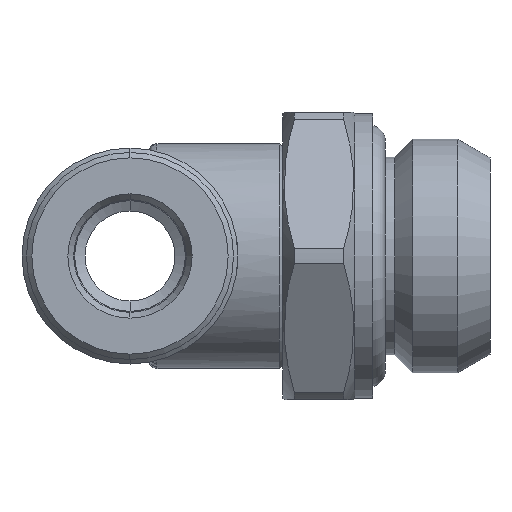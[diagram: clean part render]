
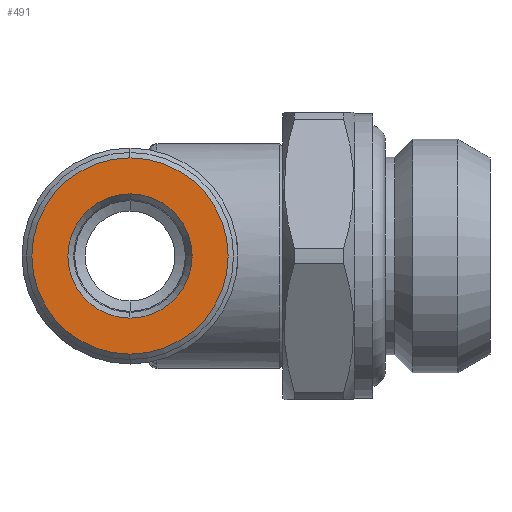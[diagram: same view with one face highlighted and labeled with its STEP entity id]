
A CAD part, left-side view. The second image highlights one B-rep face of the part: STEP entity #491.
In plain terms, the highlighted planar face has unit normal (-1, 0, 0).
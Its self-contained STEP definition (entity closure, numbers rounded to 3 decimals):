
#47 = DIRECTION ( 'NONE',  ( 1., 0., 0. ) ) ;
#360 = VERTEX_POINT ( 'NONE', #1704 ) ;
#471 = ORIENTED_EDGE ( 'NONE', *, *, #2480, .T. ) ;
#491 = ADVANCED_FACE ( 'NONE', ( #1967, #3260 ), #3651, .T. ) ;
#505 = DIRECTION ( 'NONE',  ( 1., 0., 0. ) ) ;
#599 = EDGE_CURVE ( 'NONE', #360, #1702, #2159, .T. ) ;
#701 = CARTESIAN_POINT ( 'NONE',  ( -21.4, 0., -5.45 ) ) ;
#766 = CARTESIAN_POINT ( 'NONE',  ( -21.4, 5.45, 0. ) ) ;
#968 = CIRCLE ( 'NONE', #1712, 3.45 ) ;
#1070 = CIRCLE ( 'NONE', #2673, 3.45 ) ;
#1105 = ORIENTED_EDGE ( 'NONE', *, *, #3014, .F. ) ;
#1147 = ORIENTED_EDGE ( 'NONE', *, *, #599, .F. ) ;
#1223 = CARTESIAN_POINT ( 'NONE',  ( -21.4, 0., 0. ) ) ;
#1306 = CARTESIAN_POINT ( 'NONE',  ( -21.4, 0., 3.45 ) ) ;
#1545 = ORIENTED_EDGE ( 'NONE', *, *, #2688, .T. ) ;
#1557 = AXIS2_PLACEMENT_3D ( 'NONE', #766, #1815, #2115 ) ;
#1665 = DIRECTION ( 'NONE',  ( 0., 0., -1. ) ) ;
#1702 = VERTEX_POINT ( 'NONE', #701 ) ;
#1704 = CARTESIAN_POINT ( 'NONE',  ( -21.4, 0., 5.45 ) ) ;
#1712 = AXIS2_PLACEMENT_3D ( 'NONE', #1223, #4042, #4028 ) ;
#1815 = DIRECTION ( 'NONE',  ( -1., 0., 0. ) ) ;
#1933 = DIRECTION ( 'NONE',  ( 1., 0., 0. ) ) ;
#1950 = AXIS2_PLACEMENT_3D ( 'NONE', #3446, #505, #2782 ) ;
#1967 = FACE_BOUND ( 'NONE', #2026, .T. ) ;
#2026 = EDGE_LOOP ( 'NONE', ( #1545, #471 ) ) ;
#2115 = DIRECTION ( 'NONE',  ( 0., 0., 1. ) ) ;
#2159 = CIRCLE ( 'NONE', #4082, 5.45 ) ;
#2209 = EDGE_LOOP ( 'NONE', ( #1105, #1147 ) ) ;
#2480 = EDGE_CURVE ( 'NONE', #2871, #3053, #968, .T. ) ;
#2673 = AXIS2_PLACEMENT_3D ( 'NONE', #3534, #1933, #3249 ) ;
#2688 = EDGE_CURVE ( 'NONE', #3053, #2871, #1070, .T. ) ;
#2782 = DIRECTION ( 'NONE',  ( 0., 0., -1. ) ) ;
#2871 = VERTEX_POINT ( 'NONE', #2985 ) ;
#2949 = CARTESIAN_POINT ( 'NONE',  ( -21.4, 0., 0. ) ) ;
#2985 = CARTESIAN_POINT ( 'NONE',  ( -21.4, 0., -3.45 ) ) ;
#3014 = EDGE_CURVE ( 'NONE', #1702, #360, #3892, .T. ) ;
#3053 = VERTEX_POINT ( 'NONE', #1306 ) ;
#3249 = DIRECTION ( 'NONE',  ( 0., 0., -1. ) ) ;
#3260 = FACE_OUTER_BOUND ( 'NONE', #2209, .T. ) ;
#3446 = CARTESIAN_POINT ( 'NONE',  ( -21.4, 0., 0. ) ) ;
#3534 = CARTESIAN_POINT ( 'NONE',  ( -21.4, 0., 0. ) ) ;
#3651 = PLANE ( 'NONE',  #1557 ) ;
#3892 = CIRCLE ( 'NONE', #1950, 5.45 ) ;
#4028 = DIRECTION ( 'NONE',  ( 0., 0., -1. ) ) ;
#4042 = DIRECTION ( 'NONE',  ( 1., 0., 0. ) ) ;
#4082 = AXIS2_PLACEMENT_3D ( 'NONE', #2949, #47, #1665 ) ;
